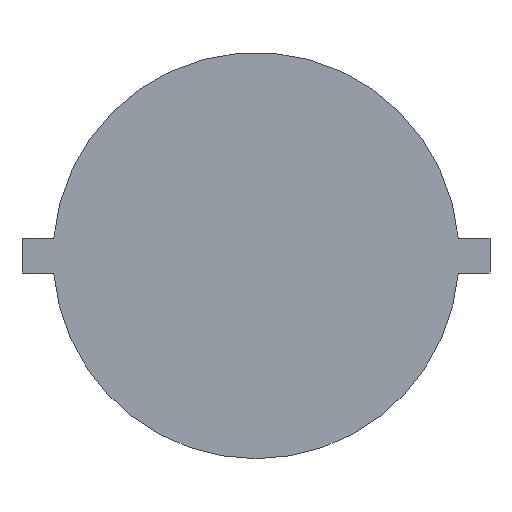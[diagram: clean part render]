
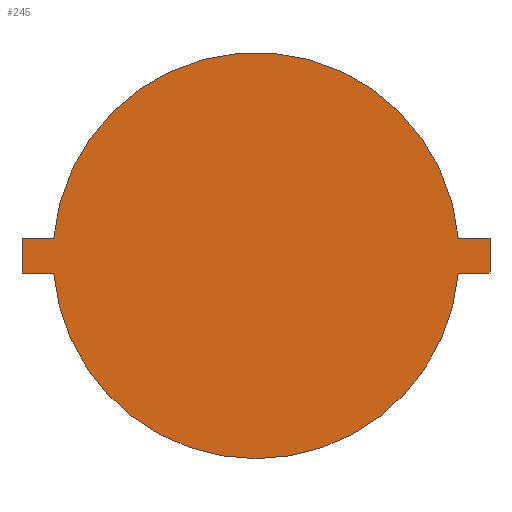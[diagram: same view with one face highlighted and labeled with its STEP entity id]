
A CAD part, front view. The second image highlights one B-rep face of the part: STEP entity #245.
In plain terms, the highlighted planar face has unit normal (0, -1, 0).
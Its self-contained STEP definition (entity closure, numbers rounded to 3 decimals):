
#7 = DIRECTION ( 'NONE',  ( 0., 0., -1. ) ) ;
#10 = DIRECTION ( 'NONE',  ( 0., 0., 1. ) ) ;
#34 = DIRECTION ( 'NONE',  ( -1., 0., 0. ) ) ;
#38 = CARTESIAN_POINT ( 'NONE',  ( 0., 0., -52.5 ) ) ;
#42 = CARTESIAN_POINT ( 'NONE',  ( 52.307, 0., -4.5 ) ) ;
#49 = DIRECTION ( 'NONE',  ( -1., 0., 0. ) ) ;
#55 = CARTESIAN_POINT ( 'NONE',  ( -60.5, 0., -4.5 ) ) ;
#63 = VECTOR ( 'NONE', #34, 1000. ) ;
#74 = LINE ( 'NONE', #55, #63 ) ;
#75 = VECTOR ( 'NONE', #49, 1000. ) ;
#80 = LINE ( 'NONE', #102, #75 ) ;
#87 = AXIS2_PLACEMENT_3D ( 'NONE', #344, #345, #346 ) ;
#88 = AXIS2_PLACEMENT_3D ( 'NONE', #289, #209, #211 ) ;
#102 = CARTESIAN_POINT ( 'NONE',  ( 44.5, 0., -4.5 ) ) ;
#109 = CARTESIAN_POINT ( 'NONE',  ( 0., 0., 0. ) ) ;
#118 = VECTOR ( 'NONE', #322, 1000. ) ;
#120 = CIRCLE ( 'NONE', #87, 52.5 ) ;
#122 = CARTESIAN_POINT ( 'NONE',  ( -52.307, 0., -4.5 ) ) ;
#124 = AXIS2_PLACEMENT_3D ( 'NONE', #158, #328, #139 ) ;
#127 = CARTESIAN_POINT ( 'NONE',  ( -60.5, 0., 4.5 ) ) ;
#128 = LINE ( 'NONE', #337, #283 ) ;
#129 = EDGE_CURVE ( 'NONE', #297, #171, #272, .T. ) ;
#134 = LINE ( 'NONE', #284, #118 ) ;
#139 = DIRECTION ( 'NONE',  ( 0., 0., 1. ) ) ;
#150 = AXIS2_PLACEMENT_3D ( 'NONE', #109, #313, #309 ) ;
#154 = VERTEX_POINT ( 'NONE', #42 ) ;
#155 = VERTEX_POINT ( 'NONE', #316 ) ;
#156 = VERTEX_POINT ( 'NONE', #197 ) ;
#157 = VERTEX_POINT ( 'NONE', #369 ) ;
#158 = CARTESIAN_POINT ( 'NONE',  ( 0., 0., 0. ) ) ;
#160 = EDGE_CURVE ( 'NONE', #156, #252, #335, .T. ) ;
#161 = ORIENTED_EDGE ( 'NONE', *, *, #311, .F. ) ;
#167 = ORIENTED_EDGE ( 'NONE', *, *, #178, .F. ) ;
#169 = ORIENTED_EDGE ( 'NONE', *, *, #160, .F. ) ;
#170 = ORIENTED_EDGE ( 'NONE', *, *, #129, .F. ) ;
#171 = VERTEX_POINT ( 'NONE', #122 ) ;
#175 = ORIENTED_EDGE ( 'NONE', *, *, #268, .F. ) ;
#176 = EDGE_LOOP ( 'NONE', ( #175, #201, #161, #184, #170, #167, #179, #169, #218 ) ) ;
#177 = EDGE_CURVE ( 'NONE', #198, #181, #327, .T. ) ;
#178 = EDGE_CURVE ( 'NONE', #154, #297, #323, .T. ) ;
#179 = ORIENTED_EDGE ( 'NONE', *, *, #343, .F. ) ;
#181 = VERTEX_POINT ( 'NONE', #305 ) ;
#184 = ORIENTED_EDGE ( 'NONE', *, *, #370, .F. ) ;
#197 = CARTESIAN_POINT ( 'NONE',  ( 60.5, 0., 4.5 ) ) ;
#198 = VERTEX_POINT ( 'NONE', #214 ) ;
#201 = ORIENTED_EDGE ( 'NONE', *, *, #177, .F. ) ;
#209 = DIRECTION ( 'NONE',  ( 0., 1., 0. ) ) ;
#211 = DIRECTION ( 'NONE',  ( 0., 0., 1. ) ) ;
#214 = CARTESIAN_POINT ( 'NONE',  ( -60.5, 0., 4.5 ) ) ;
#216 = CARTESIAN_POINT ( 'NONE',  ( 60.5, 0., -4.5 ) ) ;
#218 = ORIENTED_EDGE ( 'NONE', *, *, #259, .F. ) ;
#245 = ADVANCED_FACE ( 'NONE', ( #363 ), #279, .F. ) ;
#248 = CARTESIAN_POINT ( 'NONE',  ( 60.5, 0., -4.5 ) ) ;
#252 = VERTEX_POINT ( 'NONE', #216 ) ;
#259 = EDGE_CURVE ( 'NONE', #157, #156, #134, .T. ) ;
#268 = EDGE_CURVE ( 'NONE', #181, #157, #120, .T. ) ;
#271 = DIRECTION ( 'NONE',  ( 1., 0., 0. ) ) ;
#272 = CIRCLE ( 'NONE', #150, 52.5 ) ;
#279 = PLANE ( 'NONE',  #88 ) ;
#283 = VECTOR ( 'NONE', #10, 1000. ) ;
#284 = CARTESIAN_POINT ( 'NONE',  ( 44.5, 0., 4.5 ) ) ;
#289 = CARTESIAN_POINT ( 'NONE',  ( 0., 0., 0. ) ) ;
#297 = VERTEX_POINT ( 'NONE', #38 ) ;
#305 = CARTESIAN_POINT ( 'NONE',  ( -52.307, 0., 4.5 ) ) ;
#309 = DIRECTION ( 'NONE',  ( 0., 0., 1. ) ) ;
#311 = EDGE_CURVE ( 'NONE', #155, #198, #128, .T. ) ;
#313 = DIRECTION ( 'NONE',  ( 0., 1., 0. ) ) ;
#316 = CARTESIAN_POINT ( 'NONE',  ( -60.5, 0., -4.5 ) ) ;
#322 = DIRECTION ( 'NONE',  ( 1., 0., 0. ) ) ;
#323 = CIRCLE ( 'NONE', #124, 52.5 ) ;
#327 = LINE ( 'NONE', #127, #333 ) ;
#328 = DIRECTION ( 'NONE',  ( 0., 1., 0. ) ) ;
#332 = VECTOR ( 'NONE', #7, 1000. ) ;
#333 = VECTOR ( 'NONE', #271, 1000. ) ;
#335 = LINE ( 'NONE', #248, #332 ) ;
#337 = CARTESIAN_POINT ( 'NONE',  ( -60.5, 0., -4.5 ) ) ;
#343 = EDGE_CURVE ( 'NONE', #252, #154, #80, .T. ) ;
#344 = CARTESIAN_POINT ( 'NONE',  ( 0., 0., 0. ) ) ;
#345 = DIRECTION ( 'NONE',  ( 0., 1., 0. ) ) ;
#346 = DIRECTION ( 'NONE',  ( 0., 0., 1. ) ) ;
#363 = FACE_OUTER_BOUND ( 'NONE', #176, .T. ) ;
#369 = CARTESIAN_POINT ( 'NONE',  ( 52.307, 0., 4.5 ) ) ;
#370 = EDGE_CURVE ( 'NONE', #171, #155, #74, .T. ) ;
